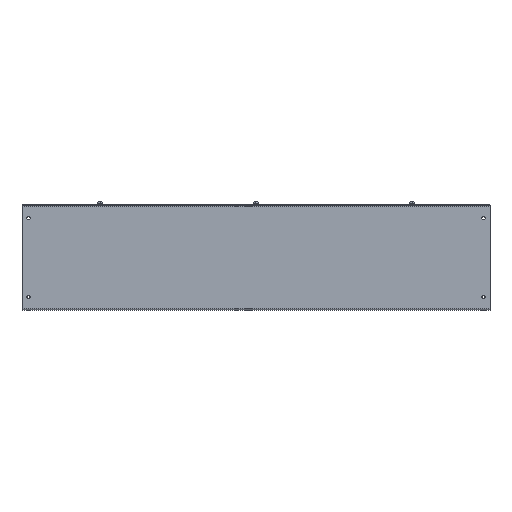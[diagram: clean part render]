
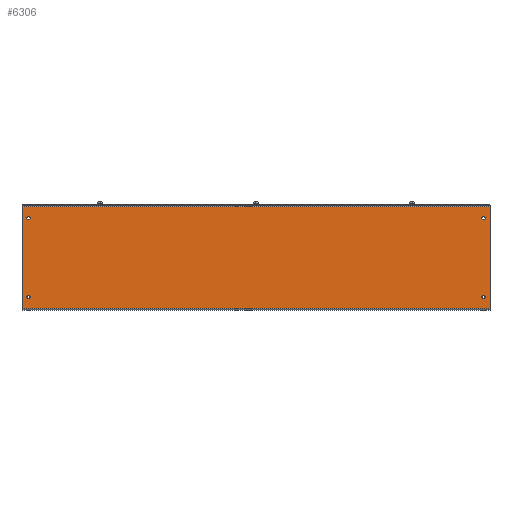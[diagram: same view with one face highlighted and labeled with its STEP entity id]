
A CAD part, left-side view. The second image highlights one B-rep face of the part: STEP entity #6306.
In plain terms, the highlighted planar face has unit normal (-1, 0, 0).
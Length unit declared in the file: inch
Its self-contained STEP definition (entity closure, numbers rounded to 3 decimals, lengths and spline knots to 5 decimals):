
#57 = CARTESIAN_POINT ( 'NONE',  ( -4.072, 18., 7.964 ) ) ;
#170 = VERTEX_POINT ( 'NONE', #5099 ) ;
#294 = CARTESIAN_POINT ( 'NONE',  ( -4.072, -17.5, 7.072 ) ) ;
#452 = CIRCLE ( 'NONE', #1742, 0.133 ) ;
#489 = DIRECTION ( 'NONE',  ( 0., -1., 0. ) ) ;
#498 = VERTEX_POINT ( 'NONE', #3565 ) ;
#542 = ORIENTED_EDGE ( 'NONE', *, *, #3753, .T. ) ;
#544 = CARTESIAN_POINT ( 'NONE',  ( -4.072, 17.5, 7.205 ) ) ;
#647 = CARTESIAN_POINT ( 'NONE',  ( -4.072, 17.5, 1. ) ) ;
#717 = CIRCLE ( 'NONE', #5630, 0.133 ) ;
#786 = DIRECTION ( 'NONE',  ( 0., 0., 1. ) ) ;
#940 = ORIENTED_EDGE ( 'NONE', *, *, #1011, .F. ) ;
#944 = FACE_BOUND ( 'NONE', #4691, .T. ) ;
#978 = DIRECTION ( 'NONE',  ( 1., 0., 0. ) ) ;
#980 = VERTEX_POINT ( 'NONE', #5701 ) ;
#1011 = EDGE_CURVE ( 'NONE', #2367, #6335, #1623, .T. ) ;
#1300 = CIRCLE ( 'NONE', #5938, 0.133 ) ;
#1308 = CIRCLE ( 'NONE', #5382, 0.133 ) ;
#1339 = DIRECTION ( 'NONE',  ( 1., 0., 0. ) ) ;
#1386 = CARTESIAN_POINT ( 'NONE',  ( -4.072, 17.5, 7.072 ) ) ;
#1506 = CARTESIAN_POINT ( 'NONE',  ( -4.072, -17.5, 7.205 ) ) ;
#1623 = LINE ( 'NONE', #8252, #3643 ) ;
#1686 = CARTESIAN_POINT ( 'NONE',  ( -4.072, -17.5, 1.133 ) ) ;
#1721 = CIRCLE ( 'NONE', #2697, 0.133 ) ;
#1742 = AXIS2_PLACEMENT_3D ( 'NONE', #647, #3923, #3232 ) ;
#1843 = AXIS2_PLACEMENT_3D ( 'NONE', #294, #2273, #6936 ) ;
#1990 = CARTESIAN_POINT ( 'NONE',  ( -4.072, -17.5, 1. ) ) ;
#2003 = EDGE_CURVE ( 'NONE', #5151, #6335, #5339, .T. ) ;
#2273 = DIRECTION ( 'NONE',  ( 1., 0., 0. ) ) ;
#2367 = VERTEX_POINT ( 'NONE', #57 ) ;
#2384 = FACE_BOUND ( 'NONE', #4641, .T. ) ;
#2469 = CARTESIAN_POINT ( 'NONE',  ( -4.072, -18., 7.964 ) ) ;
#2489 = CARTESIAN_POINT ( 'NONE',  ( -4.072, -17.5, 6.939 ) ) ;
#2493 = ORIENTED_EDGE ( 'NONE', *, *, #4071, .T. ) ;
#2697 = AXIS2_PLACEMENT_3D ( 'NONE', #6972, #4155, #786 ) ;
#2844 = CARTESIAN_POINT ( 'NONE',  ( -4.072, -17.5, 1. ) ) ;
#2901 = VERTEX_POINT ( 'NONE', #5204 ) ;
#2967 = FACE_BOUND ( 'NONE', #4406, .T. ) ;
#3003 = DIRECTION ( 'NONE',  ( 0., 0., -1. ) ) ;
#3035 = EDGE_CURVE ( 'NONE', #170, #980, #1721, .T. ) ;
#3045 = DIRECTION ( 'NONE',  ( 0., 0., 1. ) ) ;
#3050 = FACE_OUTER_BOUND ( 'NONE', #4186, .T. ) ;
#3092 = DIRECTION ( 'NONE',  ( 0., 0., 1. ) ) ;
#3232 = DIRECTION ( 'NONE',  ( 0., 0., 1. ) ) ;
#3310 = EDGE_CURVE ( 'NONE', #3624, #7670, #1300, .T. ) ;
#3323 = DIRECTION ( 'NONE',  ( 0., 0., 1. ) ) ;
#3350 = DIRECTION ( 'NONE',  ( 0., 0., 1. ) ) ;
#3405 = AXIS2_PLACEMENT_3D ( 'NONE', #8407, #6522, #3092 ) ;
#3551 = ORIENTED_EDGE ( 'NONE', *, *, #5959, .T. ) ;
#3564 = VECTOR ( 'NONE', #489, 39.37008 ) ;
#3565 = CARTESIAN_POINT ( 'NONE',  ( -4.072, 18., 0.108 ) ) ;
#3616 = VERTEX_POINT ( 'NONE', #1506 ) ;
#3624 = VERTEX_POINT ( 'NONE', #544 ) ;
#3643 = VECTOR ( 'NONE', #5026, 39.37008 ) ;
#3751 = CARTESIAN_POINT ( 'NONE',  ( -4.072, 17.5, 7.072 ) ) ;
#3753 = EDGE_CURVE ( 'NONE', #8530, #2901, #1308, .T. ) ;
#3854 = CARTESIAN_POINT ( 'NONE',  ( -4.072, 18., 0.108 ) ) ;
#3923 = DIRECTION ( 'NONE',  ( 1., 0., 0. ) ) ;
#3929 = VECTOR ( 'NONE', #3323, 39.37008 ) ;
#3969 = AXIS2_PLACEMENT_3D ( 'NONE', #1990, #6094, #3350 ) ;
#4047 = LINE ( 'NONE', #4299, #7011 ) ;
#4071 = EDGE_CURVE ( 'NONE', #2901, #8530, #7764, .T. ) ;
#4109 = DIRECTION ( 'NONE',  ( 0., 0., 1. ) ) ;
#4155 = DIRECTION ( 'NONE',  ( 1., 0., 0. ) ) ;
#4186 = EDGE_LOOP ( 'NONE', ( #4314, #4739, #6013, #940 ) ) ;
#4228 = AXIS2_PLACEMENT_3D ( 'NONE', #3751, #5782, #6282 ) ;
#4299 = CARTESIAN_POINT ( 'NONE',  ( -4.072, 18., 0.072 ) ) ;
#4314 = ORIENTED_EDGE ( 'NONE', *, *, #7774, .T. ) ;
#4325 = EDGE_CURVE ( 'NONE', #498, #5151, #4553, .T. ) ;
#4339 = CARTESIAN_POINT ( 'NONE',  ( -4.072, -18., 0.108 ) ) ;
#4406 = EDGE_LOOP ( 'NONE', ( #4755, #3551 ) ) ;
#4553 = LINE ( 'NONE', #3854, #3564 ) ;
#4572 = ORIENTED_EDGE ( 'NONE', *, *, #3035, .T. ) ;
#4641 = EDGE_LOOP ( 'NONE', ( #7357, #4572 ) ) ;
#4691 = EDGE_LOOP ( 'NONE', ( #542, #2493 ) ) ;
#4739 = ORIENTED_EDGE ( 'NONE', *, *, #4325, .T. ) ;
#4755 = ORIENTED_EDGE ( 'NONE', *, *, #3310, .T. ) ;
#4818 = EDGE_CURVE ( 'NONE', #980, #170, #452, .T. ) ;
#5026 = DIRECTION ( 'NONE',  ( 0., -1., 0. ) ) ;
#5099 = CARTESIAN_POINT ( 'NONE',  ( -4.072, 17.5, 0.867 ) ) ;
#5151 = VERTEX_POINT ( 'NONE', #4339 ) ;
#5204 = CARTESIAN_POINT ( 'NONE',  ( -4.072, -17.5, 0.867 ) ) ;
#5220 = EDGE_LOOP ( 'NONE', ( #6733, #6363 ) ) ;
#5339 = LINE ( 'NONE', #6615, #3929 ) ;
#5382 = AXIS2_PLACEMENT_3D ( 'NONE', #2844, #6149, #4109 ) ;
#5630 = AXIS2_PLACEMENT_3D ( 'NONE', #8365, #978, #3045 ) ;
#5646 = CIRCLE ( 'NONE', #1843, 0.133 ) ;
#5701 = CARTESIAN_POINT ( 'NONE',  ( -4.072, 17.5, 1.133 ) ) ;
#5730 = PLANE ( 'NONE',  #3405 ) ;
#5782 = DIRECTION ( 'NONE',  ( 1., 0., 0. ) ) ;
#5938 = AXIS2_PLACEMENT_3D ( 'NONE', #1386, #1339, #6607 ) ;
#5944 = EDGE_CURVE ( 'NONE', #3616, #6577, #5646, .T. ) ;
#5959 = EDGE_CURVE ( 'NONE', #7670, #3624, #6221, .T. ) ;
#6013 = ORIENTED_EDGE ( 'NONE', *, *, #2003, .T. ) ;
#6094 = DIRECTION ( 'NONE',  ( 1., 0., 0. ) ) ;
#6149 = DIRECTION ( 'NONE',  ( 1., 0., 0. ) ) ;
#6221 = CIRCLE ( 'NONE', #4228, 0.133 ) ;
#6282 = DIRECTION ( 'NONE',  ( 0., 0., 1. ) ) ;
#6306 = ADVANCED_FACE ( 'NONE', ( #3050, #944, #6313, #2384, #2967 ), #5730, .T. ) ;
#6313 = FACE_BOUND ( 'NONE', #5220, .T. ) ;
#6335 = VERTEX_POINT ( 'NONE', #2469 ) ;
#6363 = ORIENTED_EDGE ( 'NONE', *, *, #8496, .T. ) ;
#6522 = DIRECTION ( 'NONE',  ( -1., 0., 0. ) ) ;
#6577 = VERTEX_POINT ( 'NONE', #2489 ) ;
#6607 = DIRECTION ( 'NONE',  ( 0., 0., 1. ) ) ;
#6615 = CARTESIAN_POINT ( 'NONE',  ( -4.072, -18., 0.072 ) ) ;
#6733 = ORIENTED_EDGE ( 'NONE', *, *, #5944, .T. ) ;
#6936 = DIRECTION ( 'NONE',  ( 0., 0., 1. ) ) ;
#6972 = CARTESIAN_POINT ( 'NONE',  ( -4.072, 17.5, 1. ) ) ;
#7011 = VECTOR ( 'NONE', #3003, 39.37008 ) ;
#7357 = ORIENTED_EDGE ( 'NONE', *, *, #4818, .T. ) ;
#7617 = CARTESIAN_POINT ( 'NONE',  ( -4.072, 17.5, 6.939 ) ) ;
#7670 = VERTEX_POINT ( 'NONE', #7617 ) ;
#7764 = CIRCLE ( 'NONE', #3969, 0.133 ) ;
#7774 = EDGE_CURVE ( 'NONE', #2367, #498, #4047, .T. ) ;
#8252 = CARTESIAN_POINT ( 'NONE',  ( -4.072, -18., 7.964 ) ) ;
#8365 = CARTESIAN_POINT ( 'NONE',  ( -4.072, -17.5, 7.072 ) ) ;
#8407 = CARTESIAN_POINT ( 'NONE',  ( -4.072, 18., 0.0625 ) ) ;
#8496 = EDGE_CURVE ( 'NONE', #6577, #3616, #717, .T. ) ;
#8530 = VERTEX_POINT ( 'NONE', #1686 ) ;
